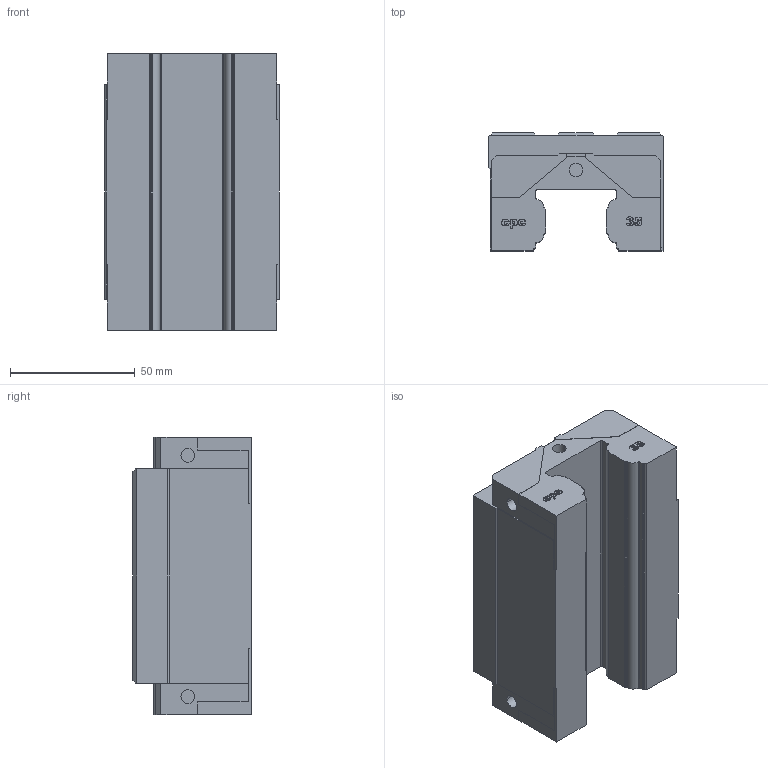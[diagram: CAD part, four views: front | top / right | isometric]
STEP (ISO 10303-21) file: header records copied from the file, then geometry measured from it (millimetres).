
FILE_DESCRIPTION (( 'STEP AP214' ), '1' );
FILE_NAME ('HRC35MN-block.STEP', '2013-03-11T09:41:57', ( 'CPC' ), ( '' ), 'SwSTEP 2.0', 'SolidWorks 2010', '' );
FILE_SCHEMA (( 'AUTOMOTIVE_DESIGN' ));
Length unit declared in the file: millimetre
Products named in the file (1): HRC35MN-block
Bounding box: 70 x 47.4 x 111.2 mm (x, y, z)
Volume: 267743.8 mm3; surface area: 39030.1 mm2
Topology: 1 solids, 1 shells, 340 faces, 920 edges, 604 vertices
Faces by surface type: plane 156, bspline 106, cylinder 62, cone 16
Entity records: 19237 total; most frequent: CARTESIAN_POINT 10575, ORIENTED_EDGE 1824, DIRECTION 1302, EDGE_CURVE 912, VERTEX_POINT 604, LINE 568, VECTOR 568, EDGE_LOOP 370
